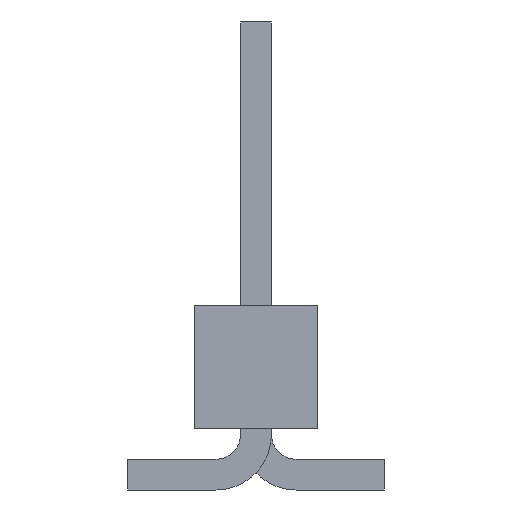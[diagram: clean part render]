
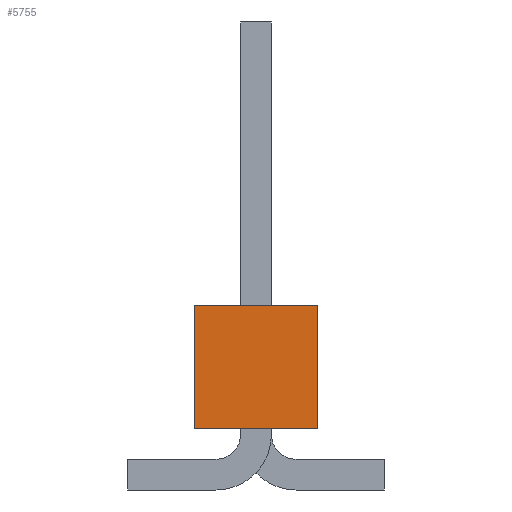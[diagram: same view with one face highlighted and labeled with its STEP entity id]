
A CAD part, left-side view. The second image highlights one B-rep face of the part: STEP entity #5755.
In plain terms, the highlighted planar face has unit normal (-1, 0, 0).
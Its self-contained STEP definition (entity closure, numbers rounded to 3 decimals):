
#882 = VERTEX_POINT('',#883);
#883 = CARTESIAN_POINT('',(-30.48,1.27,-1.27));
#889 = EDGE_CURVE('',#882,#890,#892,.T.);
#890 = VERTEX_POINT('',#891);
#891 = CARTESIAN_POINT('',(-30.48,1.27,1.27));
#892 = LINE('',#893,#894);
#893 = CARTESIAN_POINT('',(-30.48,1.27,-1.27));
#894 = VECTOR('',#895,1.);
#895 = DIRECTION('',(0.,0.,1.));
#4674 = VERTEX_POINT('',#4675);
#4675 = CARTESIAN_POINT('',(-30.48,-1.27,1.27));
#4681 = EDGE_CURVE('',#4682,#4674,#4684,.T.);
#4682 = VERTEX_POINT('',#4683);
#4683 = CARTESIAN_POINT('',(-30.48,-1.27,-1.27));
#4684 = LINE('',#4685,#4686);
#4685 = CARTESIAN_POINT('',(-30.48,-1.27,-1.27));
#4686 = VECTOR('',#4687,1.);
#4687 = DIRECTION('',(0.,0.,1.));
#4710 = EDGE_CURVE('',#882,#4682,#4711,.T.);
#4711 = LINE('',#4712,#4713);
#4712 = CARTESIAN_POINT('',(-30.48,1.27,-1.27));
#4713 = VECTOR('',#4714,1.);
#4714 = DIRECTION('',(0.,-1.,0.));
#5744 = EDGE_CURVE('',#890,#4674,#5745,.T.);
#5745 = LINE('',#5746,#5747);
#5746 = CARTESIAN_POINT('',(-30.48,1.27,1.27));
#5747 = VECTOR('',#5748,1.);
#5748 = DIRECTION('',(0.,-1.,0.));
#5755 = ADVANCED_FACE('',(#5756),#5762,.F.);
#5756 = FACE_BOUND('',#5757,.T.);
#5757 = EDGE_LOOP('',(#5758,#5759,#5760,#5761));
#5758 = ORIENTED_EDGE('',*,*,#4681,.T.);
#5759 = ORIENTED_EDGE('',*,*,#5744,.F.);
#5760 = ORIENTED_EDGE('',*,*,#889,.F.);
#5761 = ORIENTED_EDGE('',*,*,#4710,.T.);
#5762 = PLANE('',#5763);
#5763 = AXIS2_PLACEMENT_3D('',#5764,#5765,#5766);
#5764 = CARTESIAN_POINT('',(-30.48,1.27,-1.27));
#5765 = DIRECTION('',(1.,0.,0.));
#5766 = DIRECTION('',(0.,0.,-1.));
